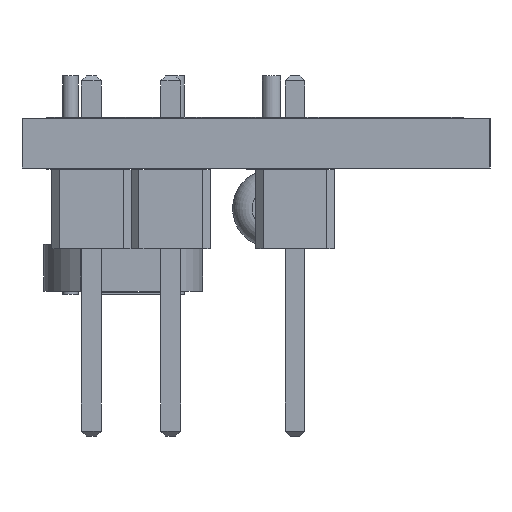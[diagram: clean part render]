
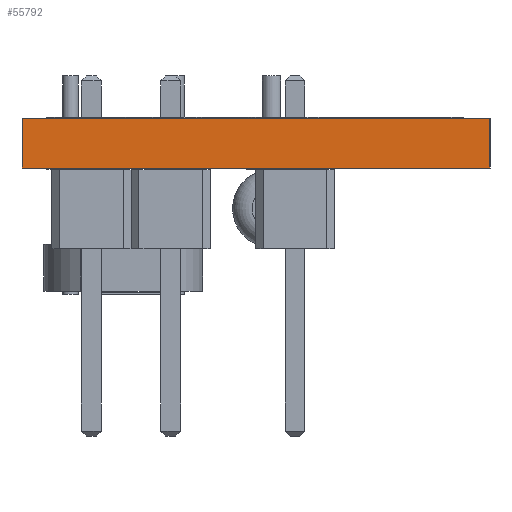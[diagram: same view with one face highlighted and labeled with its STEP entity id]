
A CAD part, left-side view. The second image highlights one B-rep face of the part: STEP entity #55792.
In plain terms, the highlighted planar face has unit normal (-1, 0, 0).
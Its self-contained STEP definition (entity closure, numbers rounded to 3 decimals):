
#55736 = VERTEX_POINT('',#55737);
#55737 = CARTESIAN_POINT('',(-55.,-7.5,1.6));
#55743 = EDGE_CURVE('',#55744,#55736,#55746,.T.);
#55744 = VERTEX_POINT('',#55745);
#55745 = CARTESIAN_POINT('',(-55.,-7.5,0.));
#55746 = LINE('',#55747,#55748);
#55747 = CARTESIAN_POINT('',(-55.,-7.5,0.));
#55748 = VECTOR('',#55749,1.);
#55749 = DIRECTION('',(0.,0.,1.));
#55792 = ADVANCED_FACE('',(#55793),#55818,.T.);
#55793 = FACE_BOUND('',#55794,.T.);
#55794 = EDGE_LOOP('',(#55795,#55796,#55804,#55812));
#55795 = ORIENTED_EDGE('',*,*,#55743,.T.);
#55796 = ORIENTED_EDGE('',*,*,#55797,.T.);
#55797 = EDGE_CURVE('',#55736,#55798,#55800,.T.);
#55798 = VERTEX_POINT('',#55799);
#55799 = CARTESIAN_POINT('',(-55.,7.5,1.6));
#55800 = LINE('',#55801,#55802);
#55801 = CARTESIAN_POINT('',(-55.,-7.5,1.6));
#55802 = VECTOR('',#55803,1.);
#55803 = DIRECTION('',(0.,1.,0.));
#55804 = ORIENTED_EDGE('',*,*,#55805,.F.);
#55805 = EDGE_CURVE('',#55806,#55798,#55808,.T.);
#55806 = VERTEX_POINT('',#55807);
#55807 = CARTESIAN_POINT('',(-55.,7.5,0.));
#55808 = LINE('',#55809,#55810);
#55809 = CARTESIAN_POINT('',(-55.,7.5,0.));
#55810 = VECTOR('',#55811,1.);
#55811 = DIRECTION('',(0.,0.,1.));
#55812 = ORIENTED_EDGE('',*,*,#55813,.F.);
#55813 = EDGE_CURVE('',#55744,#55806,#55814,.T.);
#55814 = LINE('',#55815,#55816);
#55815 = CARTESIAN_POINT('',(-55.,-7.5,0.));
#55816 = VECTOR('',#55817,1.);
#55817 = DIRECTION('',(0.,1.,0.));
#55818 = PLANE('',#55819);
#55819 = AXIS2_PLACEMENT_3D('',#55820,#55821,#55822);
#55820 = CARTESIAN_POINT('',(-55.,-7.5,0.));
#55821 = DIRECTION('',(-1.,0.,0.));
#55822 = DIRECTION('',(0.,1.,0.));
